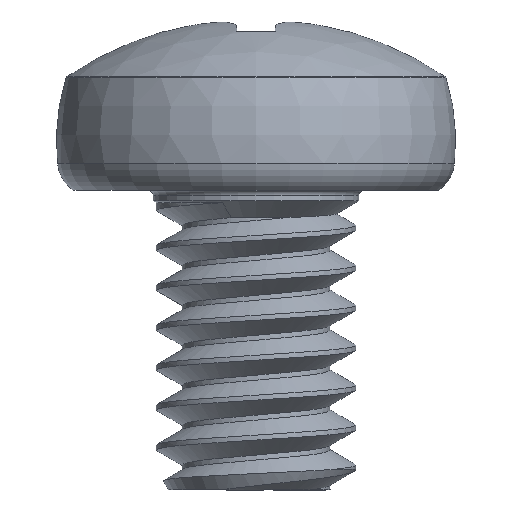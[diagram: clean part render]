
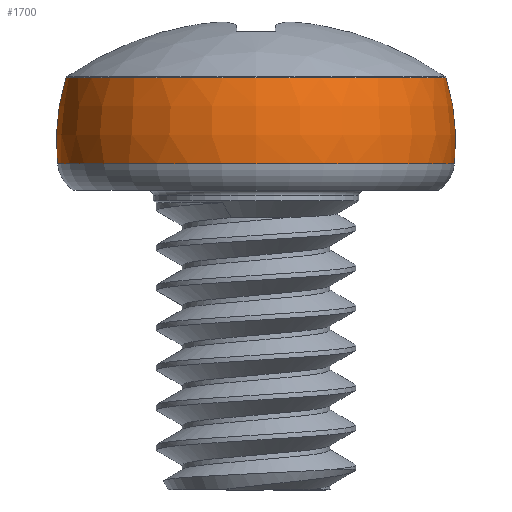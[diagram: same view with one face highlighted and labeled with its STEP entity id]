
A CAD part, left-side view. The second image highlights one B-rep face of the part: STEP entity #1700.
In plain terms, the highlighted toroidal (fillet/blend) face has major radius 0.091 mm and minor radius 2.091 mm.
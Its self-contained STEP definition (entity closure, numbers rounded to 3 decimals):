
#14 = DIRECTION ( 'NONE',  ( 1., 0., 0. ) ) ;
#114 = CIRCLE ( 'NONE', #2649, 1.987 ) ;
#145 = EDGE_CURVE ( 'NONE', #2445, #3869, #2412, .T. ) ;
#395 = CARTESIAN_POINT ( 'NONE',  ( 0., -1.987, 0.905 ) ) ;
#437 = DIRECTION ( 'NONE',  ( 0., 1., 0. ) ) ;
#494 = CIRCLE ( 'NONE', #2092, 1.903 ) ;
#619 = CARTESIAN_POINT ( 'NONE',  ( 0., 0.091, 1.137 ) ) ;
#1273 = DIRECTION ( 'NONE',  ( 0., 0., 1. ) ) ;
#1312 = ORIENTED_EDGE ( 'NONE', *, *, #3419, .T. ) ;
#1473 = CARTESIAN_POINT ( 'NONE',  ( 0., 0., 0.905 ) ) ;
#1548 = VERTEX_POINT ( 'NONE', #3226 ) ;
#1684 = AXIS2_PLACEMENT_3D ( 'NONE', #3227, #14, #1924 ) ;
#1700 = ADVANCED_FACE ( 'NONE', ( #3538 ), #2498, .T. ) ;
#1709 = CIRCLE ( 'NONE', #3728, 2.091 ) ;
#1915 = DIRECTION ( 'NONE',  ( 0., -1., 0. ) ) ;
#1924 = DIRECTION ( 'NONE',  ( 0., 1., 0. ) ) ;
#2067 = ORIENTED_EDGE ( 'NONE', *, *, #145, .F. ) ;
#2092 = AXIS2_PLACEMENT_3D ( 'NONE', #3299, #2374, #437 ) ;
#2284 = CARTESIAN_POINT ( 'NONE',  ( 0., 0., 1.137 ) ) ;
#2374 = DIRECTION ( 'NONE',  ( 0., 0., -1. ) ) ;
#2412 = CIRCLE ( 'NONE', #1684, 2.091 ) ;
#2433 = EDGE_CURVE ( 'NONE', #1548, #3869, #494, .T. ) ;
#2445 = VERTEX_POINT ( 'NONE', #3666 ) ;
#2448 = VERTEX_POINT ( 'NONE', #395 ) ;
#2498 = TOROIDAL_SURFACE ( 'NONE', #4100, -0.091, 2.091 ) ;
#2649 = AXIS2_PLACEMENT_3D ( 'NONE', #1473, #2746, #2793 ) ;
#2746 = DIRECTION ( 'NONE',  ( 0., 0., 1. ) ) ;
#2793 = DIRECTION ( 'NONE',  ( 0., -1., 0. ) ) ;
#2815 = DIRECTION ( 'NONE',  ( -1., 0., 0. ) ) ;
#3226 = CARTESIAN_POINT ( 'NONE',  ( 0., -1.903, 1.768 ) ) ;
#3227 = CARTESIAN_POINT ( 'NONE',  ( 0., -0.091, 1.137 ) ) ;
#3299 = CARTESIAN_POINT ( 'NONE',  ( 0., 0., 1.768 ) ) ;
#3308 = CARTESIAN_POINT ( 'NONE',  ( 0., 1.903, 1.768 ) ) ;
#3419 = EDGE_CURVE ( 'NONE', #2445, #2448, #114, .T. ) ;
#3430 = ORIENTED_EDGE ( 'NONE', *, *, #2433, .T. ) ;
#3450 = EDGE_CURVE ( 'NONE', #2448, #1548, #1709, .T. ) ;
#3538 = FACE_OUTER_BOUND ( 'NONE', #3922, .T. ) ;
#3612 = ORIENTED_EDGE ( 'NONE', *, *, #3450, .T. ) ;
#3666 = CARTESIAN_POINT ( 'NONE',  ( 0., 1.987, 0.905 ) ) ;
#3728 = AXIS2_PLACEMENT_3D ( 'NONE', #619, #2815, #4094 ) ;
#3869 = VERTEX_POINT ( 'NONE', #3308 ) ;
#3922 = EDGE_LOOP ( 'NONE', ( #2067, #1312, #3612, #3430 ) ) ;
#4094 = DIRECTION ( 'NONE',  ( 0., 0., 1. ) ) ;
#4100 = AXIS2_PLACEMENT_3D ( 'NONE', #2284, #1273, #1915 ) ;
